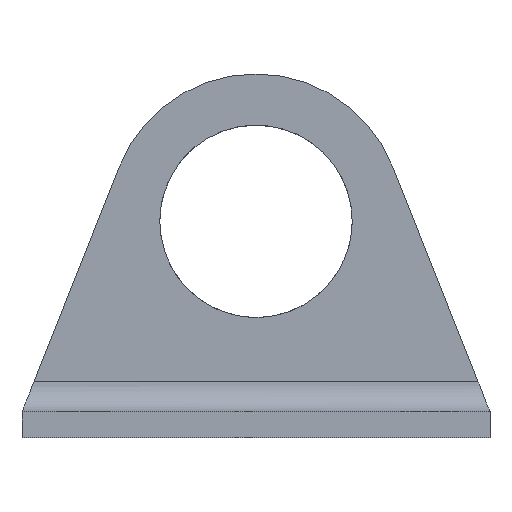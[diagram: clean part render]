
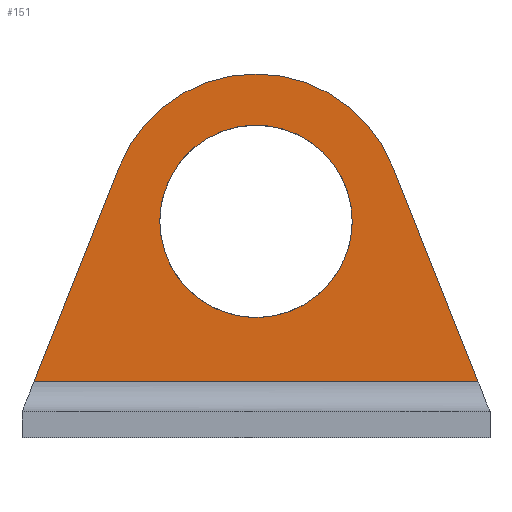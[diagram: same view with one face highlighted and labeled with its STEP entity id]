
A CAD part, top view. The second image highlights one B-rep face of the part: STEP entity #151.
In plain terms, the highlighted planar face has unit normal (0, 0, 1).
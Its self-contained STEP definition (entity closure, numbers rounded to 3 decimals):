
#52=CARTESIAN_POINT('Axis2P3D Location',(27.,19.,3.)) ;
#57=CARTESIAN_POINT('Line Origine',(-20.709,-6.12,3.)) ;
#61=CARTESIAN_POINT('Vertex',(-25.614,-18.5,3.)) ;
#63=CARTESIAN_POINT('Vertex',(-15.805,6.261,3.)) ;
#66=CARTESIAN_POINT('Line Origine',(0.,-18.5,3.)) ;
#70=CARTESIAN_POINT('Vertex',(25.614,-18.5,3.)) ;
#73=CARTESIAN_POINT('Line Origine',(20.709,-6.12,3.)) ;
#77=CARTESIAN_POINT('Vertex',(15.805,6.261,3.)) ;
#80=CARTESIAN_POINT('Axis2P3D Location',(0.,0.,3.)) ;
#92=CARTESIAN_POINT('Control Point',(-11.1,0.,3.)) ;
#93=CARTESIAN_POINT('Control Point',(-11.1,-1.143,3.)) ;
#94=CARTESIAN_POINT('Control Point',(-10.953,-2.285,3.)) ;
#95=CARTESIAN_POINT('Control Point',(-10.659,-3.402,3.)) ;
#96=CARTESIAN_POINT('Control Point',(-9.79,-5.536,3.)) ;
#97=CARTESIAN_POINT('Control Point',(-8.409,-7.38,3.)) ;
#98=CARTESIAN_POINT('Control Point',(-7.604,-8.208,3.)) ;
#99=CARTESIAN_POINT('Control Point',(-5.797,-9.638,3.)) ;
#100=CARTESIAN_POINT('Control Point',(-3.687,-10.564,3.)) ;
#101=CARTESIAN_POINT('Control Point',(-2.578,-10.888,3.)) ;
#102=CARTESIAN_POINT('Control Point',(-0.302,-11.243,3.)) ;
#103=CARTESIAN_POINT('Control Point',(1.99,-11.01,3.)) ;
#104=CARTESIAN_POINT('Control Point',(3.115,-10.746,3.)) ;
#105=CARTESIAN_POINT('Control Point',(5.271,-9.935,3.)) ;
#106=CARTESIAN_POINT('Control Point',(7.152,-8.605,3.)) ;
#107=CARTESIAN_POINT('Control Point',(8.001,-7.821,3.)) ;
#108=CARTESIAN_POINT('Control Point',(9.479,-6.054,3.)) ;
#109=CARTESIAN_POINT('Control Point',(10.461,-3.969,3.)) ;
#110=CARTESIAN_POINT('Control Point',(10.815,-2.87,3.)) ;
#111=CARTESIAN_POINT('Control Point',(11.044,-1.618,3.)) ;
#112=CARTESIAN_POINT('Control Point',(11.095,-0.358,3.)) ;
#113=CARTESIAN_POINT('Control Point',(11.098,-0.238,3.)) ;
#114=CARTESIAN_POINT('Control Point',(11.1,-0.119,3.)) ;
#115=CARTESIAN_POINT('Control Point',(11.1,0.,3.)) ;
#116=CARTESIAN_POINT('Vertex',(-11.1,0.,3.)) ;
#118=CARTESIAN_POINT('Vertex',(11.1,0.,3.)) ;
#122=CARTESIAN_POINT('Control Point',(11.1,0.,3.)) ;
#123=CARTESIAN_POINT('Control Point',(11.1,1.143,3.)) ;
#124=CARTESIAN_POINT('Control Point',(10.953,2.285,3.)) ;
#125=CARTESIAN_POINT('Control Point',(10.659,3.402,3.)) ;
#126=CARTESIAN_POINT('Control Point',(9.79,5.536,3.)) ;
#127=CARTESIAN_POINT('Control Point',(8.409,7.38,3.)) ;
#128=CARTESIAN_POINT('Control Point',(7.604,8.208,3.)) ;
#129=CARTESIAN_POINT('Control Point',(5.797,9.638,3.)) ;
#130=CARTESIAN_POINT('Control Point',(3.687,10.564,3.)) ;
#131=CARTESIAN_POINT('Control Point',(2.578,10.888,3.)) ;
#132=CARTESIAN_POINT('Control Point',(0.302,11.243,3.)) ;
#133=CARTESIAN_POINT('Control Point',(-1.99,11.01,3.)) ;
#134=CARTESIAN_POINT('Control Point',(-3.115,10.746,3.)) ;
#135=CARTESIAN_POINT('Control Point',(-5.271,9.935,3.)) ;
#136=CARTESIAN_POINT('Control Point',(-7.152,8.605,3.)) ;
#137=CARTESIAN_POINT('Control Point',(-8.001,7.821,3.)) ;
#138=CARTESIAN_POINT('Control Point',(-9.479,6.054,3.)) ;
#139=CARTESIAN_POINT('Control Point',(-10.461,3.969,3.)) ;
#140=CARTESIAN_POINT('Control Point',(-10.815,2.87,3.)) ;
#141=CARTESIAN_POINT('Control Point',(-11.044,1.618,3.)) ;
#142=CARTESIAN_POINT('Control Point',(-11.095,0.358,3.)) ;
#143=CARTESIAN_POINT('Control Point',(-11.098,0.238,3.)) ;
#144=CARTESIAN_POINT('Control Point',(-11.1,0.119,3.)) ;
#145=CARTESIAN_POINT('Control Point',(-11.1,0.,3.)) ;
#53=DIRECTION('Axis2P3D Direction',(0.,0.,-1.)) ;
#54=DIRECTION('Axis2P3D XDirection',(-1.,0.,0.)) ;
#58=DIRECTION('Vector Direction',(0.368,0.93,0.)) ;
#67=DIRECTION('Vector Direction',(-1.,0.,0.)) ;
#74=DIRECTION('Vector Direction',(0.368,-0.93,0.)) ;
#81=DIRECTION('Axis2P3D Direction',(0.,0.,-1.)) ;
#55=AXIS2_PLACEMENT_3D('Plane Axis2P3D',#52,#53,#54) ;
#82=AXIS2_PLACEMENT_3D('Circle Axis2P3D',#80,#81,$) ;
#86=ORIENTED_EDGE('',*,*,#65,.F.) ;
#87=ORIENTED_EDGE('',*,*,#72,.F.) ;
#88=ORIENTED_EDGE('',*,*,#79,.F.) ;
#89=ORIENTED_EDGE('',*,*,#84,.T.) ;
#148=ORIENTED_EDGE('',*,*,#120,.F.) ;
#149=ORIENTED_EDGE('',*,*,#146,.F.) ;
#150=FACE_BOUND('',#147,.T.) ;
#59=VECTOR('Line Direction',#58,1.) ;
#68=VECTOR('Line Direction',#67,1.) ;
#75=VECTOR('Line Direction',#74,1.) ;
#151=ADVANCED_FACE('_F-MA20LB (20)',(#90,#150),#56,.F.) ;
#91=B_SPLINE_CURVE_WITH_KNOTS('',5,(#92,#93,#94,#95,#96,#97,#98,#99,#100,#101,#102,#103,#104,#105,#106,#107,#108,#109,#110,#111,#112,#113,#114,#115),.UNSPECIFIED.,.F.,.U.,(6,3,3,3,3,3,3,6),(0.,8.079,16.158,24.236,32.315,40.394,48.473,49.315),.UNSPECIFIED.) ;
#121=B_SPLINE_CURVE_WITH_KNOTS('',5,(#122,#123,#124,#125,#126,#127,#128,#129,#130,#131,#132,#133,#134,#135,#136,#137,#138,#139,#140,#141,#142,#143,#144,#145),.UNSPECIFIED.,.F.,.U.,(6,3,3,3,3,3,3,6),(0.,8.079,16.158,24.236,32.315,40.394,48.473,49.315),.UNSPECIFIED.) ;
#83=CIRCLE('generated circle',#82,17.) ;
#65=EDGE_CURVE('',#62,#64,#60,.T.) ;
#72=EDGE_CURVE('',#71,#62,#69,.T.) ;
#79=EDGE_CURVE('',#78,#71,#76,.T.) ;
#84=EDGE_CURVE('',#78,#64,#83,.F.) ;
#120=EDGE_CURVE('',#117,#119,#91,.T.) ;
#146=EDGE_CURVE('',#119,#117,#121,.T.) ;
#85=EDGE_LOOP('',(#86,#87,#88,#89)) ;
#147=EDGE_LOOP('',(#148,#149)) ;
#90=FACE_OUTER_BOUND('',#85,.T.) ;
#60=LINE('Line',#57,#59) ;
#69=LINE('Line',#66,#68) ;
#76=LINE('Line',#73,#75) ;
#56=PLANE('',#55) ;
#62=VERTEX_POINT('',#61) ;
#64=VERTEX_POINT('',#63) ;
#71=VERTEX_POINT('',#70) ;
#78=VERTEX_POINT('',#77) ;
#117=VERTEX_POINT('',#116) ;
#119=VERTEX_POINT('',#118) ;
